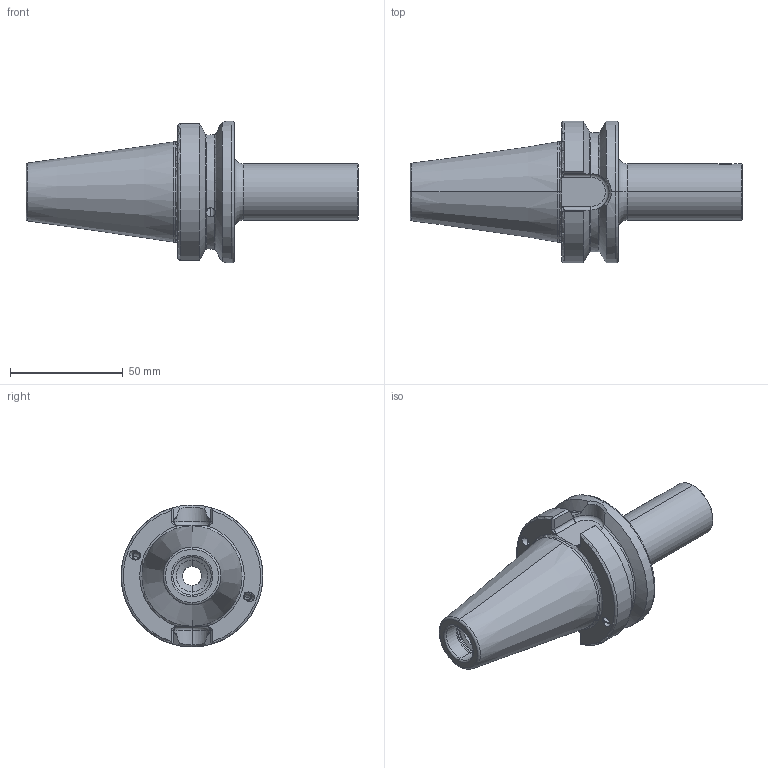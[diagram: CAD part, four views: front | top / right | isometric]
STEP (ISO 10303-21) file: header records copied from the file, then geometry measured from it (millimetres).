
FILE_DESCRIPTION (( 'STEP AP203' ), '1' );
FILE_NAME ('102.412.252.STEP', '2018-03-12T07:55:32', ( 'SWIAdmin' ), ( 'Hewlett-Packard Company' ), 'SwSTEP 2.0', 'SolidWorks 2017', '' );
FILE_SCHEMA (( 'CONFIG_CONTROL_DESIGN' ));
Length unit declared in the file: millimetre
Products named in the file (3): BB4-MB2.K01.082_B; MB2-ER1.001.008_A; 102.412.252
Assembly tree (2 placements, depth 2):
  102.412.252
    BB4-MB2.K01.082_B
    MB2-ER1.001.008_A
Bounding box: 147.4 x 63 x 63 mm (x, y, z)
Volume: 145582.9 mm3; surface area: 28391.8 mm2
Topology: 2 solids, 2 shells, 175 faces, 430 edges, 258 vertices
Faces by surface type: cylinder 63, cone 42, plane 41, torus 27, bspline 2
Entity records: 6129 total; most frequent: CARTESIAN_POINT 1809, ORIENTED_EDGE 852, DIRECTION 844, EDGE_CURVE 426, AXIS2_PLACEMENT_3D 341, VERTEX_POINT 258, EDGE_LOOP 188, FACE_OUTER_BOUND 175
